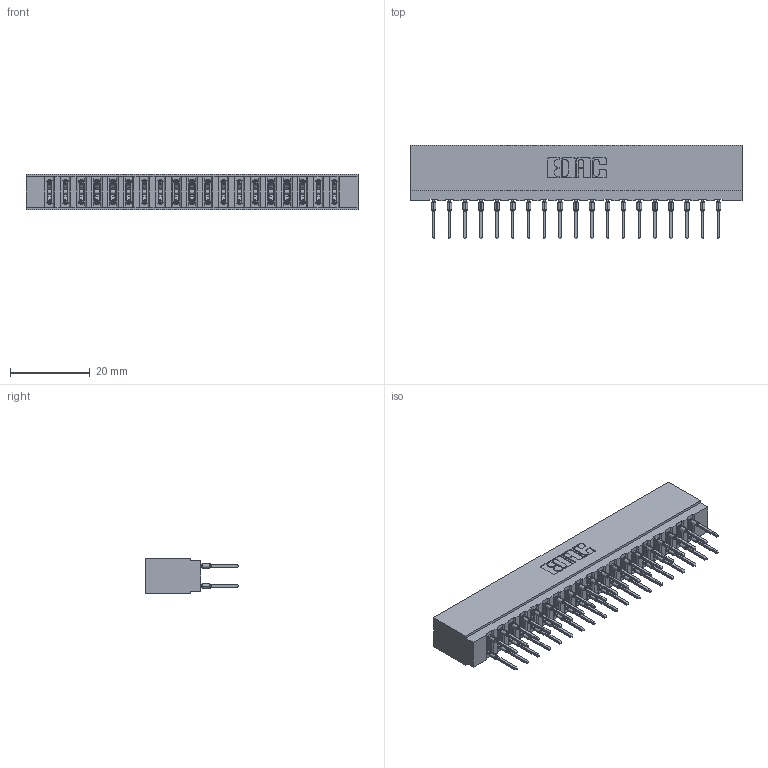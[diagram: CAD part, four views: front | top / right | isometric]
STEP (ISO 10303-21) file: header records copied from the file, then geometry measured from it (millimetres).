
FILE_DESCRIPTION (( 'STEP AP203' ), '1' );
FILE_NAME ('717-038-522-201.STEP', '2026-02-20T17:47:51', ( '' ), ( '' ), 'SwSTEP 2.0', 'SolidWorks 2023', '' );
FILE_SCHEMA (( 'CONFIG_CONTROL_DESIGN' ));
Length unit declared in the file: millimetre
Products named in the file (3): 717-038-522-201; 717 Part_Insulator Option - 06; 745-292-001_522
Assembly tree (39 placements, depth 2):
  717-038-522-201
    717 Part_Insulator Option - 06
    745-292-001_522  x38
Bounding box: 83.16 x 23.48 x 8.89 mm (x, y, z)
Volume: 7341 mm3; surface area: 11071.3 mm2
Topology: 39 solids, 39 shells, 3514 faces, 9447 edges, 5942 vertices
Faces by surface type: plane 1821, bspline 760, cylinder 705, torus 228
Entity records: 35685 total; most frequent: CARTESIAN_POINT 6703, ORIENTED_EDGE 6092, DIRECTION 5340, EDGE_CURVE 3046, VECTOR 2750, LINE 2750, VERTEX_POINT 1946, AXIS2_PLACEMENT_3D 1295
